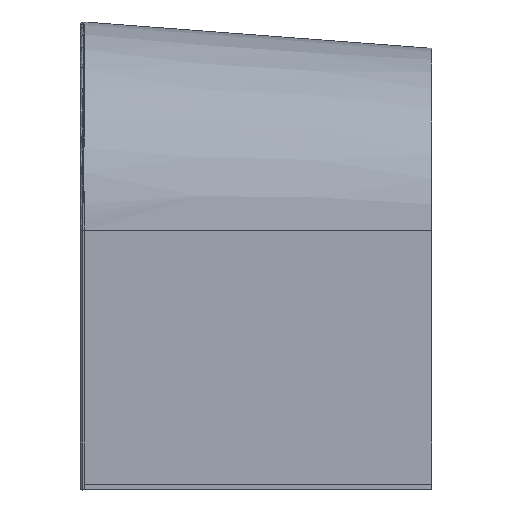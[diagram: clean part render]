
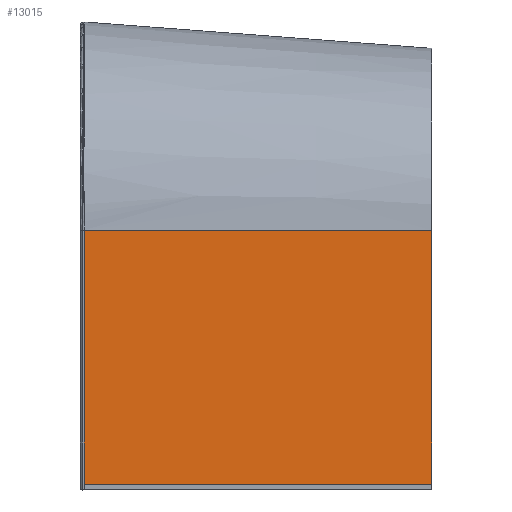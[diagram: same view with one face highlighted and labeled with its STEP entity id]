
A CAD part, left-side view. The second image highlights one B-rep face of the part: STEP entity #13015.
In plain terms, the highlighted planar face has unit normal (-1, 0, 0).
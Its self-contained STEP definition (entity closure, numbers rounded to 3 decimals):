
#1764=DIRECTION('',(0.,0.,1.));
#1765=VECTOR('',#1764,434.);
#1766=CARTESIAN_POINT('',(-900.,-6.,-390.));
#1767=LINE('',#1766,#1765);
#1828=DIRECTION('',(0.,1.,0.));
#1829=VECTOR('',#1828,594.);
#1830=CARTESIAN_POINT('',(-900.,-600.,
44.));
#1831=LINE('',#1830,#1829);
#7858=DIRECTION('',(0.,-1.,0.));
#7859=VECTOR('',#7858,594.);
#7860=CARTESIAN_POINT('',(-900.,-6.,-390.));
#7861=LINE('',#7860,#7859);
#7870=DIRECTION('',(0.,0.,1.));
#7871=VECTOR('',#7870,434.);
#7872=CARTESIAN_POINT('',(-900.,-600.,-390.));
#7873=LINE('',#7872,#7871);
#8517=CARTESIAN_POINT('',(-900.,-6.,44.));
#8518=VERTEX_POINT('',#8517);
#8552=CARTESIAN_POINT('',(-900.,-6.,-390.));
#8553=VERTEX_POINT('',#8552);
#8556=CARTESIAN_POINT('',(-900.,-600.,
44.));
#8557=VERTEX_POINT('',#8556);
#8558=CARTESIAN_POINT('',(-900.,-600.,-390.));
#8559=VERTEX_POINT('',#8558);
#13001=CARTESIAN_POINT('',(-900.,-303.,-173.));
#13002=DIRECTION('',(1.,0.,0.));
#13003=DIRECTION('',(0.,0.,1.));
#13004=AXIS2_PLACEMENT_3D('',#13001,#13002,#13003);
#13005=PLANE('',#13004);
#13006=ORIENTED_EDGE('',*,*,#12990,.T.);
#13008=ORIENTED_EDGE('',*,*,#13007,.F.);
#13010=ORIENTED_EDGE('',*,*,#13009,.F.);
#13012=ORIENTED_EDGE('',*,*,#13011,.F.);
#13013=EDGE_LOOP('',(#13006,#13008,#13010,#13012));
#13014=FACE_OUTER_BOUND('',#13013,.F.);
#13015=ADVANCED_FACE('',(#13014),#13005,.F.);
#12990=EDGE_CURVE('',#8553,#8518,#1767,.T.);
#13007=EDGE_CURVE('',#8557,#8518,#1831,.T.);
#13009=EDGE_CURVE('',#8559,#8557,#7873,.T.);
#13011=EDGE_CURVE('',#8553,#8559,#7861,.T.);
